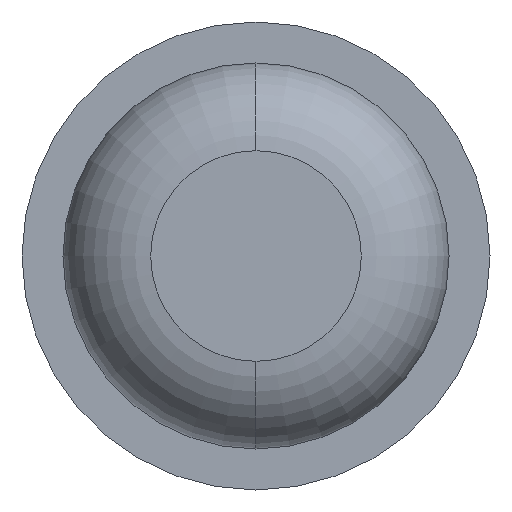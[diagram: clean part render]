
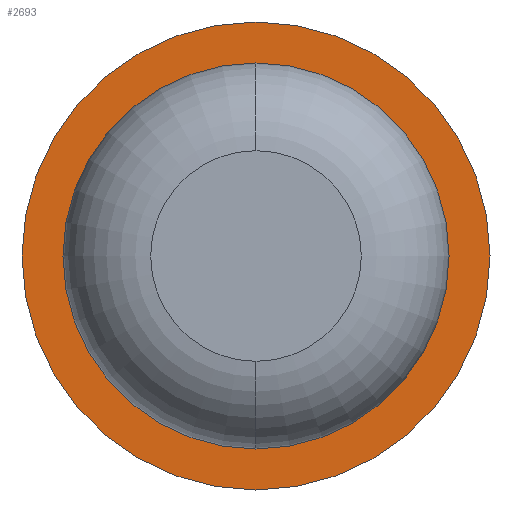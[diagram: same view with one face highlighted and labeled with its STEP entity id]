
A CAD part, front view. The second image highlights one B-rep face of the part: STEP entity #2693.
In plain terms, the highlighted planar face has unit normal (0, -1, 0).
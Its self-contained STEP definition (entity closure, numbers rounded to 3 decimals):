
#270 = AXIS2_PLACEMENT_3D ( 'NONE', #3652, #1579, #1601 ) ;
#297 = CIRCLE ( 'NONE', #1848, 0.825 ) ;
#362 = PLANE ( 'NONE',  #270 ) ;
#374 = DIRECTION ( 'NONE',  ( -1., 0., 0. ) ) ;
#439 = DIRECTION ( 'NONE',  ( 0., 1., 0. ) ) ;
#660 = AXIS2_PLACEMENT_3D ( 'NONE', #1374, #944, #3854 ) ;
#899 = AXIS2_PLACEMENT_3D ( 'NONE', #4636, #439, #4656 ) ;
#941 = CARTESIAN_POINT ( 'NONE',  ( 0., -2., 0. ) ) ;
#944 = DIRECTION ( 'NONE',  ( 0., 1., 0. ) ) ;
#986 = ORIENTED_EDGE ( 'NONE', *, *, #2534, .T. ) ;
#1101 = CARTESIAN_POINT ( 'NONE',  ( 0., -2., 0.825 ) ) ;
#1314 = VERTEX_POINT ( 'NONE', #1101 ) ;
#1374 = CARTESIAN_POINT ( 'NONE',  ( 0., -2., 0. ) ) ;
#1579 = DIRECTION ( 'NONE',  ( 0., 1., 0. ) ) ;
#1601 = DIRECTION ( 'NONE',  ( -1., 0., 0. ) ) ;
#1848 = AXIS2_PLACEMENT_3D ( 'NONE', #941, #3470, #4301 ) ;
#1876 = CARTESIAN_POINT ( 'NONE',  ( -1., -2., 0. ) ) ;
#2066 = CARTESIAN_POINT ( 'NONE',  ( 0., -2., 0. ) ) ;
#2238 = CIRCLE ( 'NONE', #899, 1. ) ;
#2303 = EDGE_CURVE ( 'Defeature ausgef�hrt1_2+Defeature ausgef�hrt1_1+Defeature ausgef�hrt1_1+Defeature ausgef�hrt1_1', #4655, #3022, #2238, .T. ) ;
#2485 = ORIENTED_EDGE ( 'NONE', *, *, #4267, .F. ) ;
#2511 = CIRCLE ( 'NONE', #660, 1. ) ;
#2534 = EDGE_CURVE ( 'Defeature ausgef�hrt1_1+Defeature ausgef�hrt1_4+Defeature ausgef�hrt1_4+Defeature ausgef�hrt1_4', #3722, #1314, #4398, .T. ) ;
#2616 = EDGE_LOOP ( 'NONE', ( #2485, #3584 ) ) ;
#2693 = ADVANCED_FACE ( 'Defeature ausgef�hrt1_1', ( #3158, #5372 ), #362, .F. ) ;
#3022 = VERTEX_POINT ( 'NONE', #1876 ) ;
#3158 = FACE_OUTER_BOUND ( 'NONE', #2616, .T. ) ;
#3167 = AXIS2_PLACEMENT_3D ( 'NONE', #2066, #5020, #374 ) ;
#3414 = CARTESIAN_POINT ( 'NONE',  ( 1., -2., 0. ) ) ;
#3428 = CARTESIAN_POINT ( 'NONE',  ( 0., -2., -0.825 ) ) ;
#3470 = DIRECTION ( 'NONE',  ( 0., 1., 0. ) ) ;
#3584 = ORIENTED_EDGE ( 'NONE', *, *, #2303, .F. ) ;
#3652 = CARTESIAN_POINT ( 'NONE',  ( 0.825, -2., 0. ) ) ;
#3722 = VERTEX_POINT ( 'NONE', #3428 ) ;
#3854 = DIRECTION ( 'NONE',  ( -1., 0., 0. ) ) ;
#4267 = EDGE_CURVE ( 'Defeature ausgef�hrt1_2+Defeature ausgef�hrt1_1+Defeature ausgef�hrt1_1+Defeature ausgef�hrt1_1', #3022, #4655, #2511, .T. ) ;
#4301 = DIRECTION ( 'NONE',  ( -1., 0., 0. ) ) ;
#4398 = CIRCLE ( 'NONE', #3167, 0.825 ) ;
#4636 = CARTESIAN_POINT ( 'NONE',  ( 0., -2., 0. ) ) ;
#4655 = VERTEX_POINT ( 'NONE', #3414 ) ;
#4656 = DIRECTION ( 'NONE',  ( -1., 0., 0. ) ) ;
#4751 = EDGE_CURVE ( 'Defeature ausgef�hrt1_1+Defeature ausgef�hrt1_4+Defeature ausgef�hrt1_4+Defeature ausgef�hrt1_4', #1314, #3722, #297, .T. ) ;
#4756 = EDGE_LOOP ( 'NONE', ( #5218, #986 ) ) ;
#5020 = DIRECTION ( 'NONE',  ( 0., 1., 0. ) ) ;
#5218 = ORIENTED_EDGE ( 'NONE', *, *, #4751, .T. ) ;
#5372 = FACE_BOUND ( 'NONE', #4756, .T. ) ;
